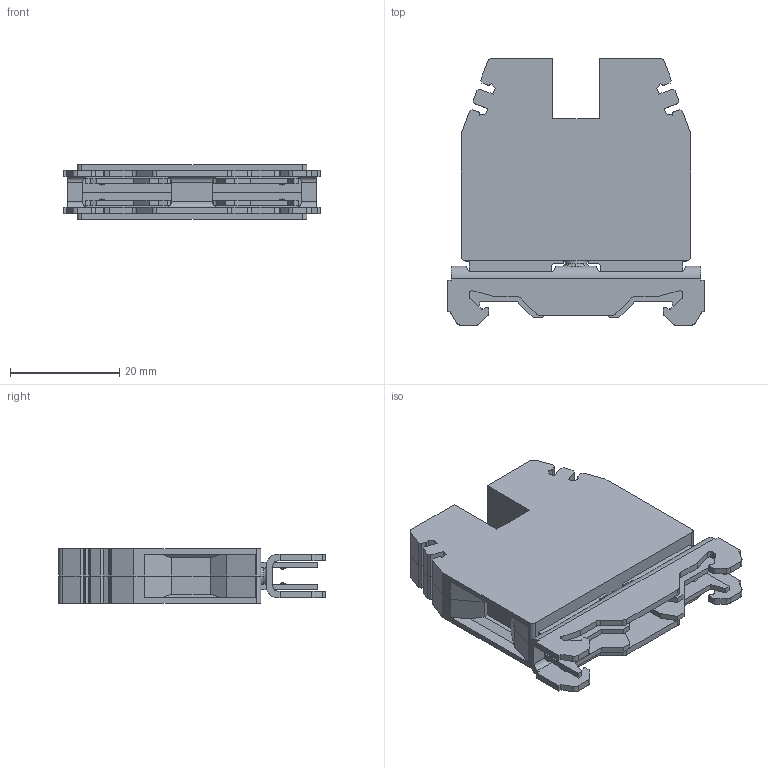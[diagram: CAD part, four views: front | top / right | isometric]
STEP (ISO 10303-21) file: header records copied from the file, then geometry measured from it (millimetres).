
FILE_DESCRIPTION((''),'2;1');
FILE_NAME('ASM0001_ASM','2022-07-14T13:27:50',('klemen.sitar'),('Audax d.o.o.'),'CREO PARAMETRIC BY PTC INC, 2021304','CREO PARAMETRIC BY PTC INC, 2021304','');
FILE_SCHEMA(('AP242_MANAGED_MODEL_BASED_3D_ENGINEERING_MIM_LF { 1 0 10303 442 1 1 4 }'));
Length unit declared in the file: millimetre
Products named in the file (5): T10-P1; T10-P2; T10-P3; TYPE_1___FI-5_78MM; ASM0001_ASM
Assembly tree (5 placements, depth 2):
  ASM0001_ASM
    T10-P1
    T10-P2
    T10-P3
    TYPE_1___FI-5_78MM  x2
Bounding box: 47 x 48.77 x 10 mm (x, y, z)
Volume: 14037.6 mm3; surface area: 10791.9 mm2
Topology: 9 solids, 9 shells, 470 faces, 1332 edges, 868 vertices
Faces by surface type: plane 292, cylinder 116, cone 32, bspline 14, sphere 12, torus 4
Entity records: 33808 total; most frequent: CARTESIAN_POINT 15732, ORIENTED_EDGE 2374, DIRECTION 2192, PRESENTATION_STYLE_ASSIGNMENT 1591, STYLED_ITEM 1591, CURVE_STYLE 1199, EDGE_CURVE 1187, VECTOR 872
